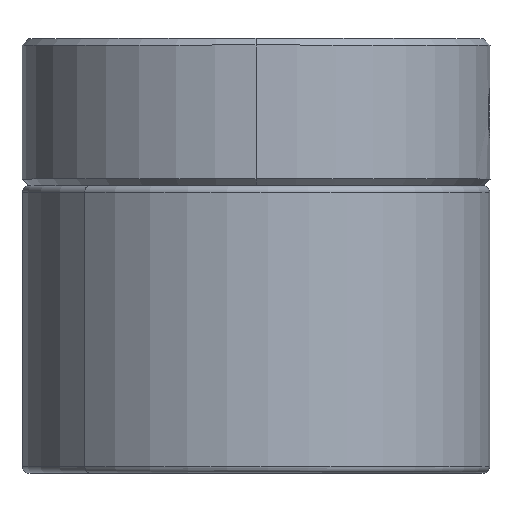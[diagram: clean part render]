
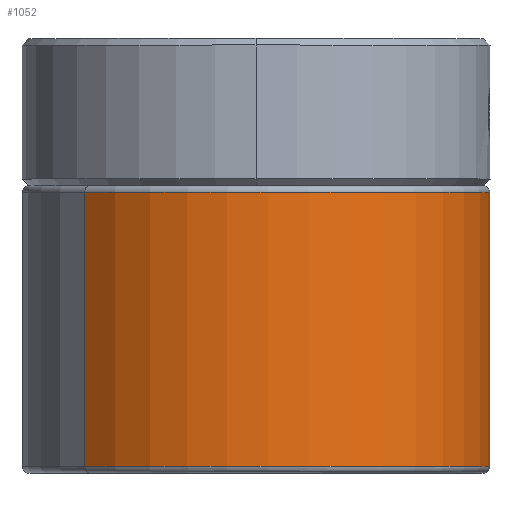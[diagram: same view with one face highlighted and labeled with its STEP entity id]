
A CAD part, top view. The second image highlights one B-rep face of the part: STEP entity #1052.
In plain terms, the highlighted cylindrical face has radius 17.5 mm (diameter 35 mm), a partial arc.
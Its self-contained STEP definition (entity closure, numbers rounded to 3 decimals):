
#16 = EDGE_LOOP ( 'NONE', ( #2248, #1359, #1289, #3314 ) ) ;
#165 = CARTESIAN_POINT ( 'NONE',  ( 17.5, 0., 21. ) ) ;
#207 = EDGE_CURVE ( 'NONE', #3605, #2059, #1738, .T. ) ;
#408 = VERTEX_POINT ( 'NONE', #3018 ) ;
#555 = CARTESIAN_POINT ( 'NONE',  ( 0., 0., 21.5 ) ) ;
#625 = CARTESIAN_POINT ( 'NONE',  ( 17.5, 0., 0.5 ) ) ;
#710 = CARTESIAN_POINT ( 'NONE',  ( -17.5, 0., 21.5 ) ) ;
#805 = VECTOR ( 'NONE', #2354, 1000. ) ;
#827 = VECTOR ( 'NONE', #2105, 1000. ) ;
#880 = CARTESIAN_POINT ( 'NONE',  ( 0., 0., 21. ) ) ;
#985 = CARTESIAN_POINT ( 'NONE',  ( 17.5, 0., 21.5 ) ) ;
#1052 = ADVANCED_FACE ( 'NONE', ( #2806 ), #3078, .T. ) ;
#1061 = DIRECTION ( 'NONE',  ( 0., 0., -1. ) ) ;
#1126 = CARTESIAN_POINT ( 'NONE',  ( -17.5, 0., 0.5 ) ) ;
#1255 = AXIS2_PLACEMENT_3D ( 'NONE', #555, #1061, #2822 ) ;
#1289 = ORIENTED_EDGE ( 'NONE', *, *, #2984, .T. ) ;
#1359 = ORIENTED_EDGE ( 'NONE', *, *, #207, .T. ) ;
#1460 = CIRCLE ( 'NONE', #3522, 17.5 ) ;
#1738 = LINE ( 'NONE', #985, #805 ) ;
#1848 = LINE ( 'NONE', #710, #827 ) ;
#1991 = CIRCLE ( 'NONE', #2118, 17.5 ) ;
#2059 = VERTEX_POINT ( 'NONE', #625 ) ;
#2105 = DIRECTION ( 'NONE',  ( 0., 0., -1. ) ) ;
#2118 = AXIS2_PLACEMENT_3D ( 'NONE', #880, #3352, #2498 ) ;
#2247 = DIRECTION ( 'NONE',  ( 0., 0., 1. ) ) ;
#2248 = ORIENTED_EDGE ( 'NONE', *, *, #2402, .T. ) ;
#2354 = DIRECTION ( 'NONE',  ( 0., 0., -1. ) ) ;
#2363 = VERTEX_POINT ( 'NONE', #1126 ) ;
#2402 = EDGE_CURVE ( 'NONE', #408, #3605, #1991, .T. ) ;
#2498 = DIRECTION ( 'NONE',  ( 1., 0., 0. ) ) ;
#2558 = CARTESIAN_POINT ( 'NONE',  ( 0., 0., 0.5 ) ) ;
#2806 = FACE_OUTER_BOUND ( 'NONE', #16, .T. ) ;
#2822 = DIRECTION ( 'NONE',  ( -1., 0., 0. ) ) ;
#2984 = EDGE_CURVE ( 'NONE', #2059, #2363, #1460, .T. ) ;
#3018 = CARTESIAN_POINT ( 'NONE',  ( -17.5, 0., 21. ) ) ;
#3078 = CYLINDRICAL_SURFACE ( 'NONE', #1255, 17.5 ) ;
#3313 = EDGE_CURVE ( 'NONE', #408, #2363, #1848, .T. ) ;
#3314 = ORIENTED_EDGE ( 'NONE', *, *, #3313, .F. ) ;
#3352 = DIRECTION ( 'NONE',  ( 0., 0., -1. ) ) ;
#3365 = DIRECTION ( 'NONE',  ( 1., 0., 0. ) ) ;
#3522 = AXIS2_PLACEMENT_3D ( 'NONE', #2558, #2247, #3365 ) ;
#3605 = VERTEX_POINT ( 'NONE', #165 ) ;
